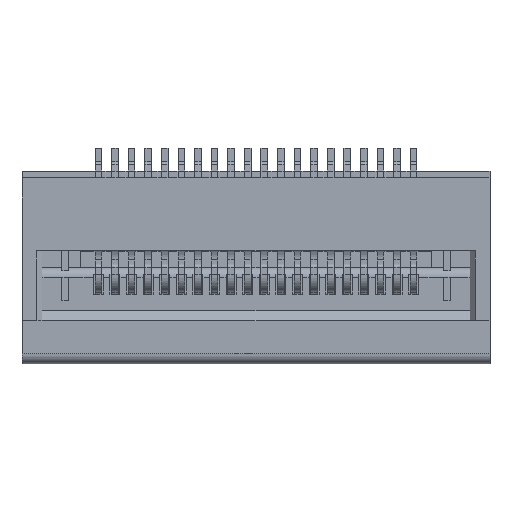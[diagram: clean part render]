
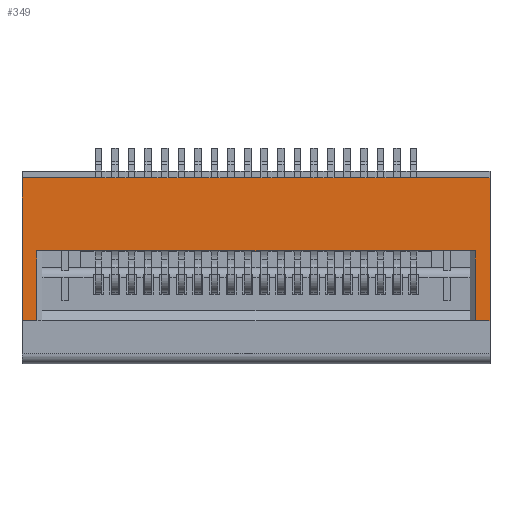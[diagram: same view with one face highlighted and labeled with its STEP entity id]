
A CAD part, top view. The second image highlights one B-rep face of the part: STEP entity #349.
In plain terms, the highlighted planar face has unit normal (0, 0, 1).
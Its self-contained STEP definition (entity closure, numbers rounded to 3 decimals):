
#349=ADVANCED_FACE('',(#1586),#1587,.T.);
#1586=FACE_OUTER_BOUND('',#3944,.T.);
#1587=PLANE('',#3945);
#3944=EDGE_LOOP('',(#6819,#6820,#6821,#6822,#6823,#6824,#6825,#6826));
#3945=AXIS2_PLACEMENT_3D('',#6827,#6828,#6829);
#6819=ORIENTED_EDGE('',*,*,#17268,.T.);
#6820=ORIENTED_EDGE('',*,*,#17269,.F.);
#6821=ORIENTED_EDGE('',*,*,#17270,.F.);
#6822=ORIENTED_EDGE('',*,*,#17271,.F.);
#6823=ORIENTED_EDGE('',*,*,#17272,.T.);
#6824=ORIENTED_EDGE('',*,*,#17152,.T.);
#6825=ORIENTED_EDGE('',*,*,#17273,.T.);
#6826=ORIENTED_EDGE('',*,*,#17274,.F.);
#6827=CARTESIAN_POINT('',(7.05,-2.25,1.1));
#6828=DIRECTION('',(0.0,0.0,1.0));
#6829=DIRECTION('',(1.0,0.0,0.0));
#17152=EDGE_CURVE('',#21030,#21028,#21031,.T.);
#17268=EDGE_CURVE('',#21198,#21199,#21200,.T.);
#17269=EDGE_CURVE('',#21201,#21199,#21202,.T.);
#17270=EDGE_CURVE('',#21203,#21201,#21204,.T.);
#17271=EDGE_CURVE('',#21205,#21203,#21206,.T.);
#17272=EDGE_CURVE('',#21205,#21030,#21207,.T.);
#17273=EDGE_CURVE('',#21028,#21208,#21209,.T.);
#17274=EDGE_CURVE('',#21198,#21208,#21210,.T.);
#21028=VERTEX_POINT('',#27235);
#21030=VERTEX_POINT('',#27238);
#21031=LINE('',#27239,#27240);
#21198=VERTEX_POINT('',#27522);
#21199=VERTEX_POINT('',#27523);
#21200=LINE('',#27524,#27525);
#21201=VERTEX_POINT('',#27526);
#21202=LINE('',#27527,#27528);
#21203=VERTEX_POINT('',#27529);
#21204=LINE('',#27530,#27531);
#21205=VERTEX_POINT('',#27532);
#21206=LINE('',#27533,#27534);
#21207=LINE('',#27535,#27536);
#21208=VERTEX_POINT('',#27537);
#21209=LINE('',#27538,#27539);
#21210=LINE('',#27540,#27541);
#27235=CARTESIAN_POINT('',(6.6,-0.15,1.1));
#27238=CARTESIAN_POINT('',(-6.6,-0.15,1.1));
#27239=CARTESIAN_POINT('',(5.3,-0.15,1.1));
#27240=VECTOR('',#35385,1000.0);
#27522=CARTESIAN_POINT('',(7.05,-2.25,1.1));
#27523=CARTESIAN_POINT('',(7.05,2.05,1.1));
#27524=CARTESIAN_POINT('',(7.05,-2.25,1.1));
#27525=VECTOR('',#35501,1000.0);
#27526=CARTESIAN_POINT('',(-7.05,2.05,1.1));
#27527=CARTESIAN_POINT('',(-7.913,2.05,1.1));
#27528=VECTOR('',#35502,1000.0);
#27529=CARTESIAN_POINT('',(-7.05,-2.25,1.1));
#27530=CARTESIAN_POINT('',(-7.05,-2.25,1.1));
#27531=VECTOR('',#35503,1000.0);
#27532=CARTESIAN_POINT('',(-6.6,-2.25,1.1));
#27533=CARTESIAN_POINT('',(7.05,-2.25,1.1));
#27534=VECTOR('',#35504,1000.0);
#27535=CARTESIAN_POINT('',(-6.6,-2.25,1.1));
#27536=VECTOR('',#35505,1000.0);
#27537=CARTESIAN_POINT('',(6.6,-2.25,1.1));
#27538=CARTESIAN_POINT('',(6.6,-2.25,1.1));
#27539=VECTOR('',#35506,1000.0);
#27540=CARTESIAN_POINT('',(7.05,-2.25,1.1));
#27541=VECTOR('',#35507,1000.0);
#35385=DIRECTION('',(1.0,0.0,0.0));
#35501=DIRECTION('',(0.0,1.0,0.0));
#35502=DIRECTION('',(1.0,0.0,0.0));
#35503=DIRECTION('',(0.0,1.0,0.0));
#35504=DIRECTION('',(-1.0,0.0,0.0));
#35505=DIRECTION('',(0.0,1.0,0.0));
#35506=DIRECTION('',(0.0,-1.0,0.0));
#35507=DIRECTION('',(-1.0,0.0,0.0));
